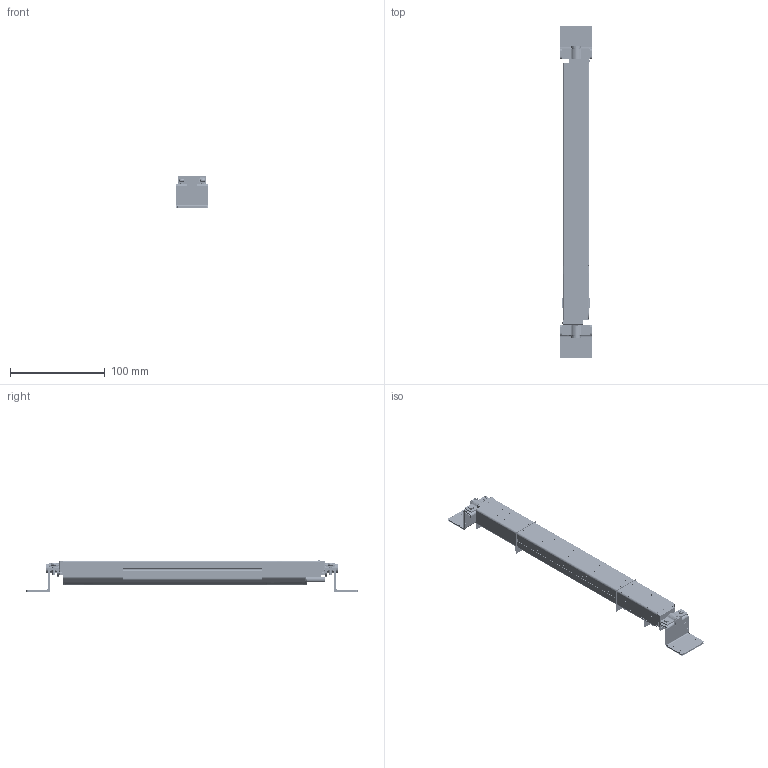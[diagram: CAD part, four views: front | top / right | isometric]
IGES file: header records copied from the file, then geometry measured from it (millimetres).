
Start section:  PTC IGES file: 141887.igs
Global section: file name: 141887.igs; native system: Creo Parametric by Parametric Technology Corporation; preprocessor: 2013230; author: pdmadmin; organization: Unknown; date: 20151202.104414; units: millimetre
Bounding box: 33.28 x 350.33 x 33.53 mm (x, y, z)
Volume: 82446.1 mm3; surface area: 525856.8 mm2
Topology: 61 solids, 81 shells, 7828 faces, 39940 edges, 50064 vertices
Faces by surface type: bspline 4440, revolution 3388
